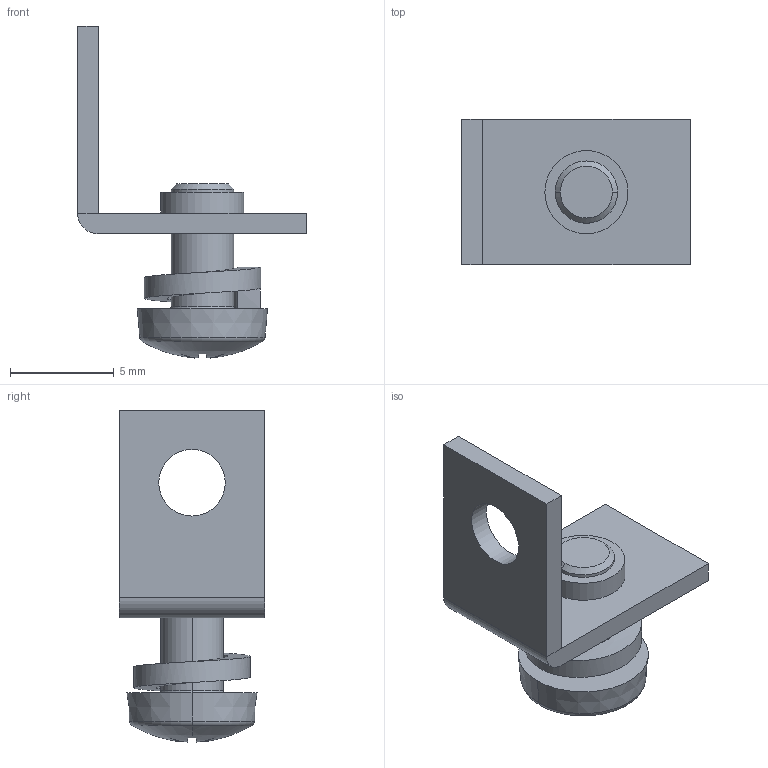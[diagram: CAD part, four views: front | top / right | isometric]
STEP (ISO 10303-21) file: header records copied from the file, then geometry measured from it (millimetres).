
FILE_DESCRIPTION(('FreeCAD Model'),'2;1');
FILE_NAME('Open CASCADE Shape Model','2022-10-13T18:46:02',('Author'),( ''),'Open CASCADE STEP processor 7.5','FreeCAD','Unknown');
FILE_SCHEMA(('AUTOMOTIVE_DESIGN { 1 0 10303 214 1 1 1 1 }'));
Length unit declared in the file: millimetre
Products named in the file (4): bracket_with_screw; bracket; washer_m3; screw_m3
Assembly tree (3 placements, depth 2):
  bracket_with_screw
    bracket
    washer_m3
    screw_m3
Bounding box: 11 x 7 x 15.97 mm (x, y, z)
Volume: 241.3 mm3; surface area: 562.8 mm2
Topology: 3 solids, 3 shells, 66 faces, 161 edges, 103 vertices
Faces by surface type: bspline 34, plane 15, cylinder 7, torus 4, cone 4, revolution 2
Full cylindrical faces by diameter (mm): 3 x2, 3.2 x1, 4 x1
Entity records: 8148 total; most frequent: CARTESIAN_POINT 5178, DIRECTION 410, ORIENTED_EDGE 322, PCURVE 322, DEFINITIONAL_REPRESENTATION 322, B_SPLINE_CURVE_WITH_KNOTS 198, LINE 188, VECTOR 188
